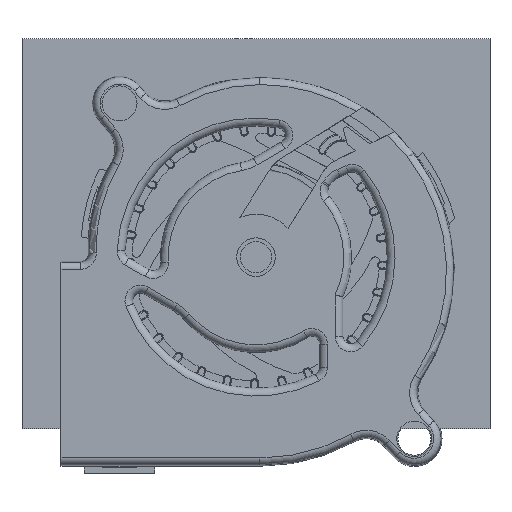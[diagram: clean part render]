
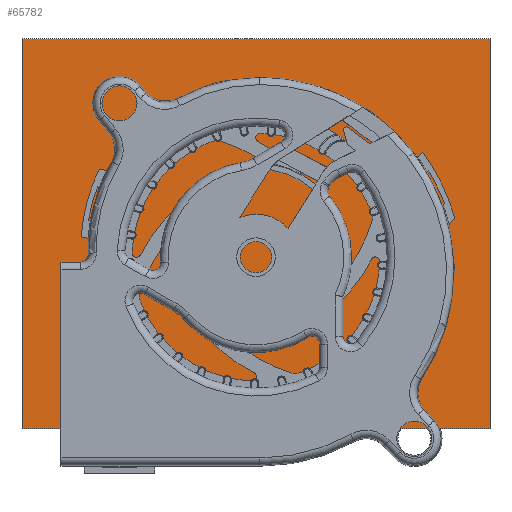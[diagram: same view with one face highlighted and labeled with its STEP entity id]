
A CAD part, front view. The second image highlights one B-rep face of the part: STEP entity #65782.
In plain terms, the highlighted face is planar.
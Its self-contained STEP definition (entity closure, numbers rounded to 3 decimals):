
#65743=DIRECTION('',(0.,1.,0.));
#65744=VECTOR('',#65743,50.);
#65745=CARTESIAN_POINT('',(-30.,-22.,-6.8));
#65746=LINE('',#65745,#65744);
#65747=DIRECTION('',(1.,0.,0.));
#65748=VECTOR('',#65747,60.);
#65749=CARTESIAN_POINT('',(-30.,28.,-6.8));
#65750=LINE('',#65749,#65748);
#65751=DIRECTION('',(0.,-1.,0.));
#65752=VECTOR('',#65751,50.);
#65753=CARTESIAN_POINT('',(30.,28.,-6.8));
#65754=LINE('',#65753,#65752);
#65755=DIRECTION('',(-1.,0.,0.));
#65756=VECTOR('',#65755,60.);
#65757=CARTESIAN_POINT('',(30.,-22.,-6.8));
#65758=LINE('',#65757,#65756);
#65759=CARTESIAN_POINT('',(-30.,-22.,-6.8));
#65760=CARTESIAN_POINT('',(-30.,28.,-6.8));
#65761=VERTEX_POINT('',#65759);
#65762=VERTEX_POINT('',#65760);
#65763=CARTESIAN_POINT('',(30.,28.,-6.8));
#65764=VERTEX_POINT('',#65763);
#65765=CARTESIAN_POINT('',(30.,-22.,-6.8));
#65766=VERTEX_POINT('',#65765);
#65767=CARTESIAN_POINT('',(-30.,-22.,-6.8));
#65768=DIRECTION('',(0.,0.,1.));
#65769=DIRECTION('',(0.,1.,0.));
#65770=AXIS2_PLACEMENT_3D('',#65767,#65768,#65769);
#65771=PLANE('',#65770);
#65773=ORIENTED_EDGE('',*,*,#65772,.T.);
#65775=ORIENTED_EDGE('',*,*,#65774,.T.);
#65777=ORIENTED_EDGE('',*,*,#65776,.T.);
#65779=ORIENTED_EDGE('',*,*,#65778,.T.);
#65780=EDGE_LOOP('',(#65773,#65775,#65777,#65779));
#65781=FACE_OUTER_BOUND('',#65780,.F.);
#65772=EDGE_CURVE('',#65761,#65762,#65746,.T.);
#65774=EDGE_CURVE('',#65762,#65764,#65750,.T.);
#65776=EDGE_CURVE('',#65764,#65766,#65754,.T.);
#65778=EDGE_CURVE('',#65766,#65761,#65758,.T.);
#65782=ADVANCED_FACE('',(#65781),#65771,.T.);
